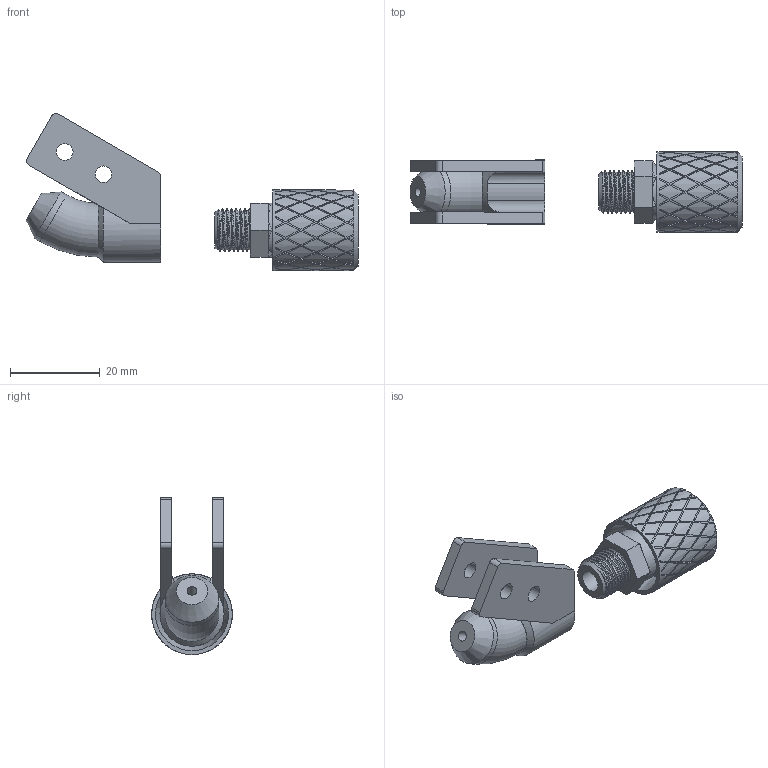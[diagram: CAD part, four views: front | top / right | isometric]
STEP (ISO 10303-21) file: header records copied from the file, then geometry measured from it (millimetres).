
FILE_DESCRIPTION(/* description */ (''),/* implementation_level */ '2;1');
FILE_NAME(/* name */ 'extra.step',/* time_stamp */ '2021-07-11T20:13:10-04:00',/* author */ (''),/* organization */ (''),/* preprocessor_version */ 'ST-DEVELOPER v18.1',/* originating_system */ 'Autodesk Translation Framework v10.9.0.1377',/* authorisation */ '');
FILE_SCHEMA (('AUTOMOTIVE_DESIGN { 1 0 10303 214 3 1 1 }'));
Products named in the file (1): extra
Bounding box: 74.1 x 18 x 35.06 mm (x, y, z)
Volume: 9675.4 mm3; surface area: 8220 mm2
Topology: 3 solids, 3 shells, 773 faces, 2078 edges, 1362 vertices
Faces by surface type: bspline 488, plane 125, cylinder 109, cone 45, torus 5, sphere 1
Full cylindrical faces by diameter (mm): 2.2 x2, 3.7 x4, 4.8 x1, 6.8 x1, 8.744 x6, 12 x2, 12.033 x1, 16.8 x1, 18 x1
Entity records: 38949 total; most frequent: CARTESIAN_POINT 24111, ORIENTED_EDGE 4156, EDGE_CURVE 2078, B_SPLINE_CURVE_WITH_KNOTS 1582, VERTEX_POINT 1362, DIRECTION 1251, EDGE_LOOP 838, FACE_OUTER_BOUND 773
